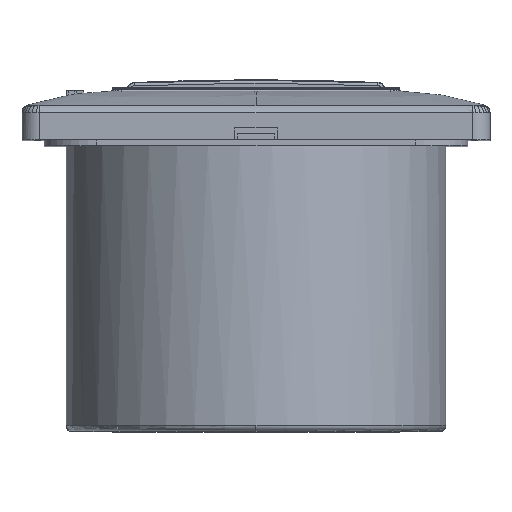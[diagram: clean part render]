
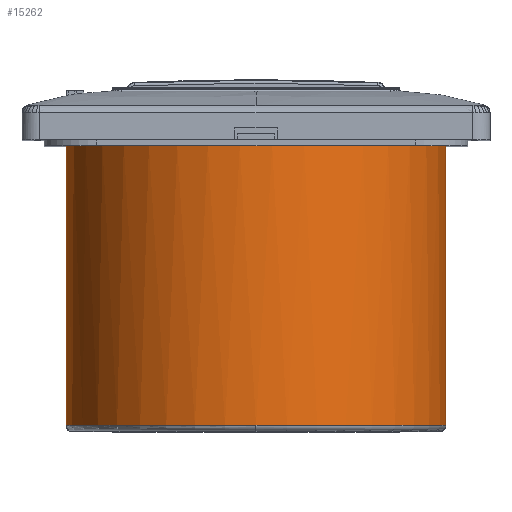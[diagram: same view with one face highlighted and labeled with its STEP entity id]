
A CAD part, top view. The second image highlights one B-rep face of the part: STEP entity #15262.
In plain terms, the highlighted cylindrical face has radius 32.5 mm (diameter 65 mm), a partial arc.
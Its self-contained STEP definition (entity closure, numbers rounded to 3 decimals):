
#1225 = VERTEX_POINT ( 'NONE', #78082 ) ;
#4486 = AXIS2_PLACEMENT_3D ( 'NONE', #101880, #61839, #54209 ) ;
#10948 = AXIS2_PLACEMENT_3D ( 'NONE', #99381, #52055, #67933 ) ;
#11379 = DIRECTION ( 'NONE',  ( 0., 0., -1. ) ) ;
#11816 = VERTEX_POINT ( 'NONE', #58175 ) ;
#15262 = ADVANCED_FACE ( 'NONE', ( #50011 ), #36473, .T. ) ;
#16212 = EDGE_CURVE ( 'NONE', #1225, #66359, #30662, .T. ) ;
#18553 = CARTESIAN_POINT ( 'NONE',  ( 55., 0., 1. ) ) ;
#20159 = ORIENTED_EDGE ( 'NONE', *, *, #95799, .T. ) ;
#24853 = CARTESIAN_POINT ( 'NONE',  ( 22.5, 0., 1. ) ) ;
#25575 = VERTEX_POINT ( 'NONE', #56722 ) ;
#28286 = ORIENTED_EDGE ( 'NONE', *, *, #88926, .F. ) ;
#30371 = AXIS2_PLACEMENT_3D ( 'NONE', #94549, #32425, #33112 ) ;
#30662 = LINE ( 'NONE', #49602, #31870 ) ;
#31870 = VECTOR ( 'NONE', #11379, 1000. ) ;
#32425 = DIRECTION ( 'NONE',  ( 0., 0., -1. ) ) ;
#32627 = AXIS2_PLACEMENT_3D ( 'NONE', #24853, #87333, #94553 ) ;
#33112 = DIRECTION ( 'NONE',  ( -1., 0., 0. ) ) ;
#36473 = CYLINDRICAL_SURFACE ( 'NONE', #4486, 32.5 ) ;
#47392 = ORIENTED_EDGE ( 'NONE', *, *, #55253, .T. ) ;
#47946 = CARTESIAN_POINT ( 'NONE',  ( 10., 30., 49.8 ) ) ;
#49333 = LINE ( 'NONE', #47946, #102416 ) ;
#49602 = CARTESIAN_POINT ( 'NONE',  ( 10., -30., 49.8 ) ) ;
#50011 = FACE_OUTER_BOUND ( 'NONE', #59478, .T. ) ;
#51027 = VERTEX_POINT ( 'NONE', #18553 ) ;
#52055 = DIRECTION ( 'NONE',  ( 0., 0., 1. ) ) ;
#54209 = DIRECTION ( 'NONE',  ( -1., 0., 0. ) ) ;
#55253 = EDGE_CURVE ( 'NONE', #51027, #25575, #81034, .T. ) ;
#56722 = CARTESIAN_POINT ( 'NONE',  ( 10., 30., 1. ) ) ;
#58175 = CARTESIAN_POINT ( 'NONE',  ( 10., 30., 48.8 ) ) ;
#59478 = EDGE_LOOP ( 'NONE', ( #82998, #64145, #47392, #28286, #20159 ) ) ;
#61839 = DIRECTION ( 'NONE',  ( 0., 0., -1. ) ) ;
#64145 = ORIENTED_EDGE ( 'NONE', *, *, #82229, .T. ) ;
#66359 = VERTEX_POINT ( 'NONE', #84110 ) ;
#67933 = DIRECTION ( 'NONE',  ( 1., 0., 0. ) ) ;
#78082 = CARTESIAN_POINT ( 'NONE',  ( 10., -30., 48.8 ) ) ;
#81034 = CIRCLE ( 'NONE', #32627, 32.5 ) ;
#82229 = EDGE_CURVE ( 'NONE', #66359, #51027, #99277, .T. ) ;
#82998 = ORIENTED_EDGE ( 'NONE', *, *, #16212, .T. ) ;
#84110 = CARTESIAN_POINT ( 'NONE',  ( 10., -30., 1. ) ) ;
#87333 = DIRECTION ( 'NONE',  ( 0., 0., 1. ) ) ;
#88008 = DIRECTION ( 'NONE',  ( 0., 0., -1. ) ) ;
#88926 = EDGE_CURVE ( 'NONE', #11816, #25575, #49333, .T. ) ;
#91782 = CIRCLE ( 'NONE', #30371, 32.5 ) ;
#94549 = CARTESIAN_POINT ( 'NONE',  ( 22.5, 0., 48.8 ) ) ;
#94553 = DIRECTION ( 'NONE',  ( 1., 0., 0. ) ) ;
#95799 = EDGE_CURVE ( 'NONE', #11816, #1225, #91782, .T. ) ;
#99277 = CIRCLE ( 'NONE', #10948, 32.5 ) ;
#99381 = CARTESIAN_POINT ( 'NONE',  ( 22.5, 0., 1. ) ) ;
#101880 = CARTESIAN_POINT ( 'NONE',  ( 22.5, 0., 49.8 ) ) ;
#102416 = VECTOR ( 'NONE', #88008, 1000. ) ;
